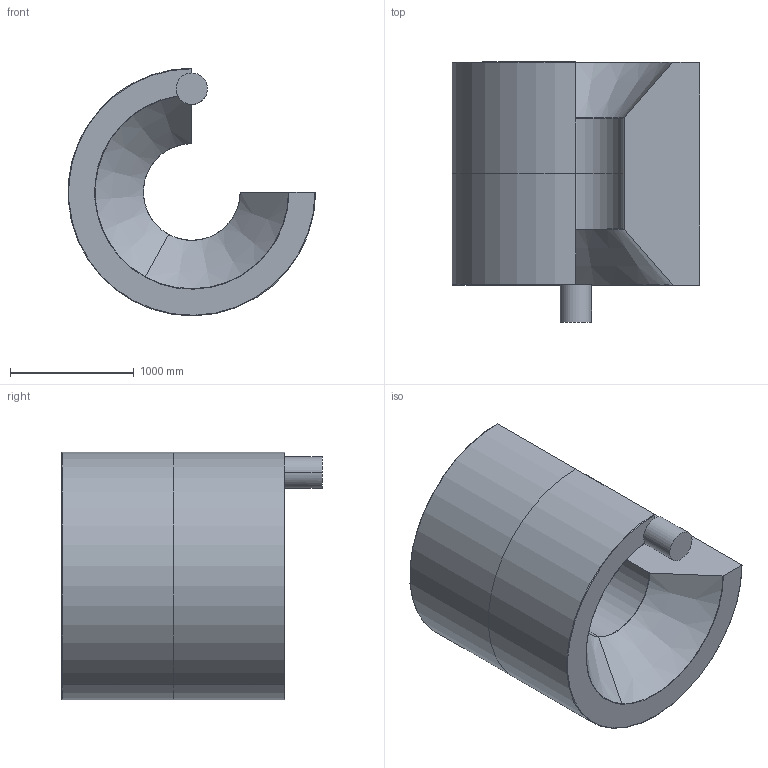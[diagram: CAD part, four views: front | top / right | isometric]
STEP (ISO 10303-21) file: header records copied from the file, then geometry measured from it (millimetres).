
FILE_DESCRIPTION(('CATIA V5 STEP Exchange'),'2;1');
FILE_NAME('Aimant modif.stp','2010-11-17T10:09:56+00:00',('none'),('none'),'CATIA Version 5 Release 20 SP 2 (IN-10)','CATIA V5 STEP AP214','none');
FILE_SCHEMA(('AUTOMOTIVE_DESIGN { 1 0 10303 214 1 1 1 1 }'));
Length unit declared in the file: millimetre
Products named in the file (1): Aimant modif
Bounding box: 1996.79 x 2100 x 1999.84 mm (x, y, z)
Volume: 3176507671.5 mm3; surface area: 17384723.6 mm2
Topology: 1 solids, 1 shells, 32 faces, 78 edges, 48 vertices
Faces by surface type: torus 12, cylinder 10, plane 6, cone 4
Entity records: 915 total; most frequent: CARTESIAN_POINT 210, ORIENTED_EDGE 156, DIRECTION 110, EDGE_CURVE 78, AXIS2_PLACEMENT_3D 64, VERTEX_POINT 48, CIRCLE 41, ADVANCED_FACE 32
